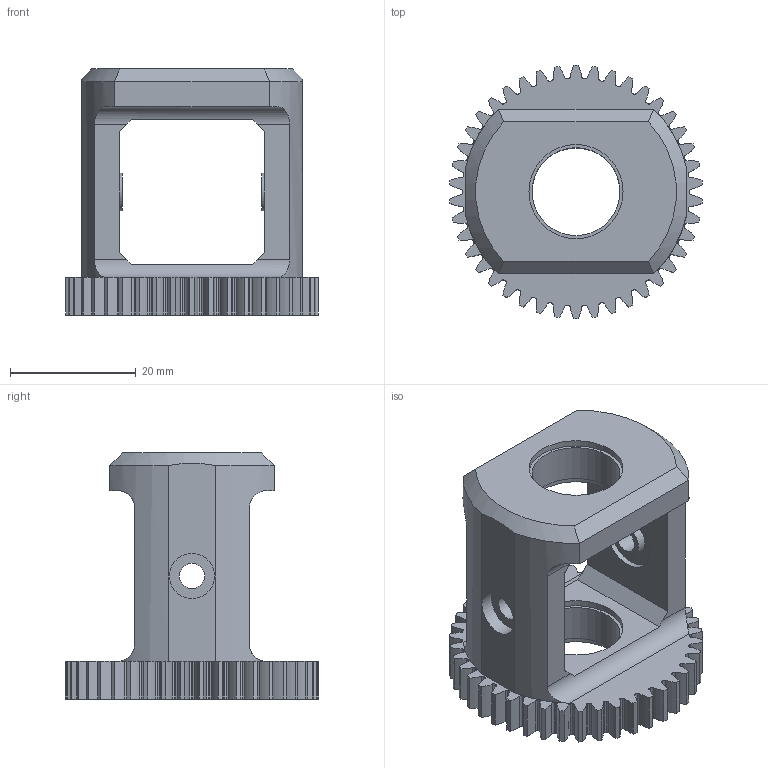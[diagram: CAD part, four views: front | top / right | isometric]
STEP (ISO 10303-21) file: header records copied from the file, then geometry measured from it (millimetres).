
FILE_DESCRIPTION(/* description */ ('STEP AP242','CAx-IF Rec.Pracs.---Representation and Presentation of Product Manufacturing Information (PMI)---4.0---2014-10-13','CAx-IF Rec.Pracs.---3D Tessellated Geometry---0.4---2014-09-14','2;1'),/* implementation_level */ '2;1');
FILE_NAME(/* name */ '667798b2c5f25f7f0132a159',/* time_stamp */ '2024-06-23T03:38:27Z',/* author */ (''),/* organization */ (''),/* preprocessor_version */ 'ST-DEVELOPER v20',/* originating_system */ ' ',/* authorisation */ ' ');
FILE_SCHEMA (('AP242_MANAGED_MODEL_BASED_3D_ENGINEERING_MIM_LF { 1 0 10303 442 1 1 4 }'));
Length unit declared in the file: metre
Products named in the file (1): Part 1
Bounding box: 40.27 x 40.33 x 39.2 mm (x, y, z)
Volume: 16346.5 mm3; surface area: 8231.3 mm2
Topology: 1 solids, 1 shells, 310 faces, 896 edges, 596 vertices
Faces by surface type: cylinder 190, bspline 84, plane 34, cone 2
Full cylindrical faces by diameter (mm): 4 x2, 6 x2, 7.2 x1, 8.083 x1, 10 x2, 14 x2, 15 x4
Entity records: 14560 total; most frequent: CARTESIAN_POINT 6649, ORIENTED_EDGE 1762, DIRECTION 1538, EDGE_CURVE 881, AXIS2_PLACEMENT_3D 614, VERTEX_POINT 595, CIRCLE 379, EDGE_LOOP 342
